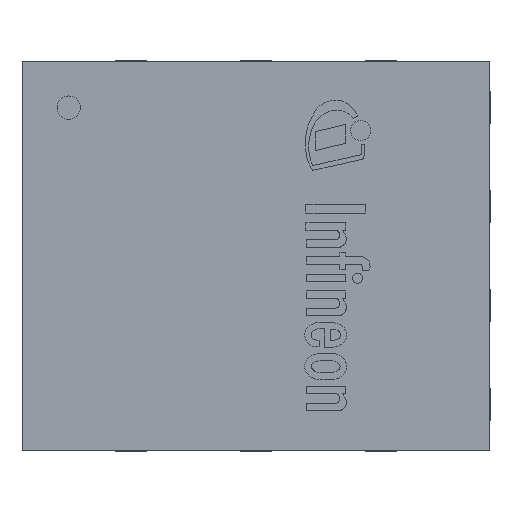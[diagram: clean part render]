
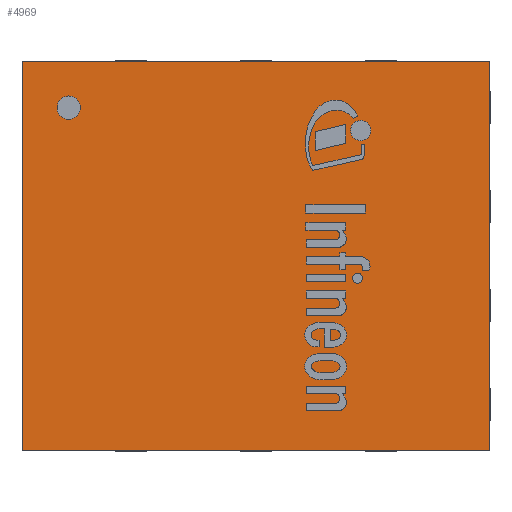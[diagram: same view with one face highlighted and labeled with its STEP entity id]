
A CAD part, top view. The second image highlights one B-rep face of the part: STEP entity #4969.
In plain terms, the highlighted planar face has unit normal (0, 0, 1).
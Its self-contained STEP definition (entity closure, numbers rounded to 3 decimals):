
#73=FACE_BOUND('',#706,.T.);
#150=PLANE('',#5312);
#406=FACE_OUTER_BOUND('',#705,.T.);
#705=EDGE_LOOP('',(#3609,#3610,#3611,#3612));
#706=EDGE_LOOP('',(#3613));
#1015=LINE('',#7018,#1632);
#1038=LINE('',#7063,#1655);
#1045=LINE('',#7077,#1662);
#1063=LINE('',#7112,#1680);
#1632=VECTOR('',#5712,1000.);
#1655=VECTOR('',#5737,1000.);
#1662=VECTOR('',#5746,1000.);
#1680=VECTOR('',#5766,1000.);
#2237=CIRCLE('',#5307,0.15);
#2311=VERTEX_POINT('',#7006);
#2315=VERTEX_POINT('',#7015);
#2316=VERTEX_POINT('',#7017);
#2337=VERTEX_POINT('',#7061);
#2343=VERTEX_POINT('',#7075);
#2801=EDGE_CURVE('',#2311,#2311,#2237,.T.);
#2805=EDGE_CURVE('',#2316,#2315,#1015,.T.);
#2828=EDGE_CURVE('',#2315,#2337,#1038,.T.);
#2835=EDGE_CURVE('',#2337,#2343,#1045,.T.);
#2853=EDGE_CURVE('',#2343,#2316,#1063,.T.);
#3609=ORIENTED_EDGE('',*,*,#2805,.T.);
#3610=ORIENTED_EDGE('',*,*,#2828,.T.);
#3611=ORIENTED_EDGE('',*,*,#2835,.T.);
#3612=ORIENTED_EDGE('',*,*,#2853,.T.);
#3613=ORIENTED_EDGE('',*,*,#2801,.F.);
#4969=ADVANCED_FACE('',(#406,#73),#150,.T.);
#5307=AXIS2_PLACEMENT_3D('',#7008,#5705,#5706);
#5312=AXIS2_PLACEMENT_3D('',#7113,#5767,#5768);
#5705=DIRECTION('center_axis',(0.,0.,1.));
#5706=DIRECTION('ref_axis',(0.,-1.,0.));
#5712=DIRECTION('',(1.,0.,0.));
#5737=DIRECTION('',(0.,1.,0.));
#5746=DIRECTION('',(-1.,0.,0.));
#5766=DIRECTION('',(0.,-1.,0.));
#5767=DIRECTION('center_axis',(0.,0.,1.));
#5768=DIRECTION('ref_axis',(0.,-1.,0.));
#7006=CARTESIAN_POINT('',(-2.4,2.05,0.9));
#7008=CARTESIAN_POINT('Origin',(-2.4,1.9,0.9));
#7015=CARTESIAN_POINT('',(2.99,-2.49,0.9));
#7017=CARTESIAN_POINT('',(-2.99,-2.49,0.9));
#7018=CARTESIAN_POINT('',(2.99,-2.49,0.9));
#7061=CARTESIAN_POINT('',(2.99,2.49,0.9));
#7063=CARTESIAN_POINT('',(2.99,2.49,0.9));
#7075=CARTESIAN_POINT('',(-2.99,2.49,0.9));
#7077=CARTESIAN_POINT('',(2.99,2.49,0.9));
#7112=CARTESIAN_POINT('',(-2.99,2.49,0.9));
#7113=CARTESIAN_POINT('Origin',(0.,0.,0.9));
